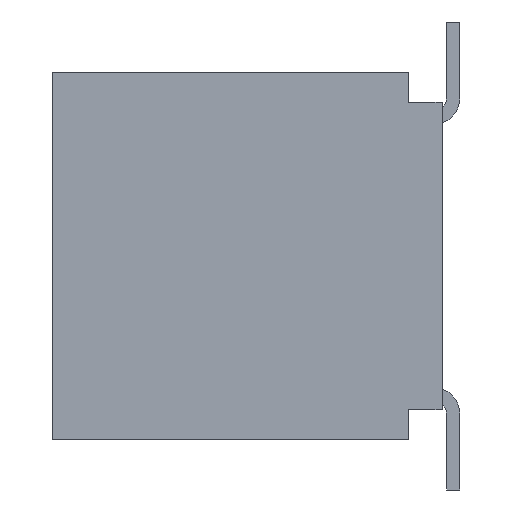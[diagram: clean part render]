
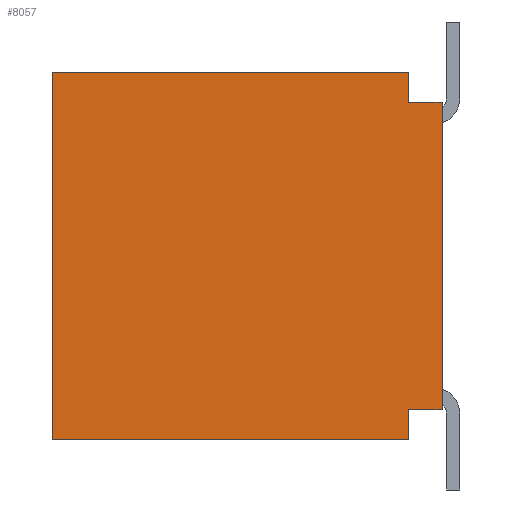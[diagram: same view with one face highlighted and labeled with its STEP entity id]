
A CAD part, left-side view. The second image highlights one B-rep face of the part: STEP entity #8057.
In plain terms, the highlighted planar face has unit normal (-1, 0, 0).
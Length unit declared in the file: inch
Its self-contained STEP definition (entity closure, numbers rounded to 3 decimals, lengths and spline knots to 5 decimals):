
#9=DIRECTION('',(0.,-1.,0.));
#10=VECTOR('',#9,0.16);
#11=CARTESIAN_POINT('',(-0.161,0.088,-0.0825));
#12=LINE('',#11,#10);
#385=DIRECTION('',(0.,0.,1.));
#386=VECTOR('',#385,0.138);
#387=CARTESIAN_POINT('',(-0.161,-0.087,-0.069));
#388=LINE('',#387,#386);
#541=DIRECTION('',(0.,1.,0.));
#542=VECTOR('',#541,0.015);
#543=CARTESIAN_POINT('',(-0.161,-0.087,0.069));
#544=LINE('',#543,#542);
#545=DIRECTION('',(0.,1.,0.));
#546=VECTOR('',#545,0.015);
#547=CARTESIAN_POINT('',(-0.161,-0.087,-0.069));
#548=LINE('',#547,#546);
#549=DIRECTION('',(0.,0.,1.));
#550=VECTOR('',#549,0.0135);
#551=CARTESIAN_POINT('',(-0.161,-0.072,-0.0825));
#552=LINE('',#551,#550);
#553=DIRECTION('',(0.,0.,1.));
#554=VECTOR('',#553,0.165);
#555=CARTESIAN_POINT('',(-0.161,0.088,-0.0825));
#556=LINE('',#555,#554);
#557=DIRECTION('',(0.,0.,-1.));
#558=VECTOR('',#557,0.0135);
#559=CARTESIAN_POINT('',(-0.161,-0.072,0.0825));
#560=LINE('',#559,#558);
#5545=DIRECTION('',(0.,-1.,0.));
#5546=VECTOR('',#5545,0.16);
#5547=CARTESIAN_POINT('',(-0.161,0.088,0.0825));
#5548=LINE('',#5547,#5546);
#5586=CARTESIAN_POINT('',(-0.161,0.088,-0.0825));
#5588=VERTEX_POINT('',#5586);
#5590=CARTESIAN_POINT('',(-0.161,0.088,0.0825));
#5592=VERTEX_POINT('',#5590);
#5681=CARTESIAN_POINT('',(-0.161,-0.087,0.069));
#5682=CARTESIAN_POINT('',(-0.161,-0.072,0.069));
#5683=VERTEX_POINT('',#5681);
#5684=VERTEX_POINT('',#5682);
#5685=CARTESIAN_POINT('',(-0.161,-0.072,0.0825));
#5686=VERTEX_POINT('',#5685);
#5687=CARTESIAN_POINT('',(-0.161,-0.072,-0.0825));
#5688=CARTESIAN_POINT('',(-0.161,-0.072,-0.069));
#5689=VERTEX_POINT('',#5687);
#5690=VERTEX_POINT('',#5688);
#5691=CARTESIAN_POINT('',(-0.161,-0.087,-0.069));
#5692=VERTEX_POINT('',#5691);
#8039=CARTESIAN_POINT('',(-0.161,0.088,-0.0825));
#8040=DIRECTION('',(-1.,0.,0.));
#8041=DIRECTION('',(0.,-1.,0.));
#8042=AXIS2_PLACEMENT_3D('',#8039,#8040,#8041);
#8043=PLANE('',#8042);
#8044=ORIENTED_EDGE('',*,*,#7977,.F.);
#8045=ORIENTED_EDGE('',*,*,#7828,.F.);
#8047=ORIENTED_EDGE('',*,*,#8046,.T.);
#8048=ORIENTED_EDGE('',*,*,#7465,.F.);
#8049=ORIENTED_EDGE('',*,*,#7372,.F.);
#8051=ORIENTED_EDGE('',*,*,#8050,.T.);
#8053=ORIENTED_EDGE('',*,*,#8052,.T.);
#8054=ORIENTED_EDGE('',*,*,#7705,.T.);
#8055=EDGE_LOOP('',(#8044,#8045,#8047,#8048,#8049,#8051,#8053,#8054));
#8056=FACE_OUTER_BOUND('',#8055,.F.);
#8057=ADVANCED_FACE('',(#8056),#8043,.T.);
#7372=EDGE_CURVE('',#5588,#5689,#12,.T.);
#7465=EDGE_CURVE('',#5689,#5690,#552,.T.);
#7705=EDGE_CURVE('',#5686,#5684,#560,.T.);
#7828=EDGE_CURVE('',#5692,#5683,#388,.T.);
#7977=EDGE_CURVE('',#5683,#5684,#544,.T.);
#8046=EDGE_CURVE('',#5692,#5690,#548,.T.);
#8050=EDGE_CURVE('',#5588,#5592,#556,.T.);
#8052=EDGE_CURVE('',#5592,#5686,#5548,.T.);
